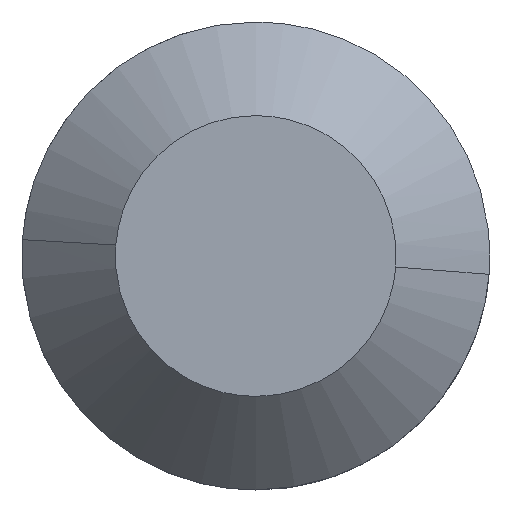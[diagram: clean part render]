
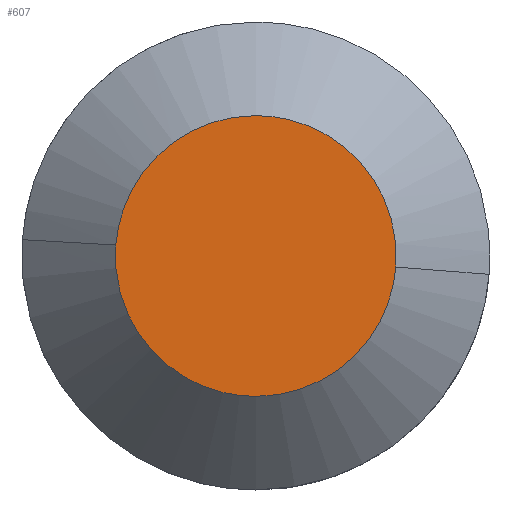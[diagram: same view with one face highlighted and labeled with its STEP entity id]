
A CAD part, front view. The second image highlights one B-rep face of the part: STEP entity #607.
In plain terms, the highlighted free-form (B-spline) face has degree [1, 1] with [2, 2] control points.
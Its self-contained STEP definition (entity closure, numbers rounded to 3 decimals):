
#458=CARTESIAN_POINT('',(2.991,0.,-0.235));
#459=VERTEX_POINT('',#458);
#465=CARTESIAN_POINT('',(0.0,0.,-3.0));
#466=VERTEX_POINT('',#465);
#467=CARTESIAN_POINT('',(0.0,0.,-3.0));
#468=CARTESIAN_POINT('',(2.773,0.,-3.0));
#469=CARTESIAN_POINT('',(2.991,0.,-0.235));
#477=(BOUNDED_CURVE()B_SPLINE_CURVE(2,(#467,#468,#469),.UNSPECIFIED.,.F.,.U.)B_SPLINE_CURVE_WITH_KNOTS((3,3),(0.0,0.236),.UNSPECIFIED.)CURVE()GEOMETRIC_REPRESENTATION_ITEM()RATIONAL_B_SPLINE_CURVE((1.0,0.723,0.97))REPRESENTATION_ITEM(''));
#478=EDGE_CURVE('',#466,#459,#477,.T.);
#480=CARTESIAN_POINT('',(-2.991,0.,0.235));
#481=VERTEX_POINT('',#480);
#482=CARTESIAN_POINT('',(-2.991,0.,0.235));
#483=CARTESIAN_POINT('',(-3.0,0.,0.118));
#484=CARTESIAN_POINT('',(-3.0,0.,0.));
#485=CARTESIAN_POINT('',(-3.0,0.,-3.0));
#486=CARTESIAN_POINT('',(0.0,0.,-3.0));
#494=(BOUNDED_CURVE()B_SPLINE_CURVE(2,(#482,#483,#484,#485,#486),.UNSPECIFIED.,.F.,.U.)B_SPLINE_CURVE_WITH_KNOTS((3,2,3),(0.736,0.75,1.0),.UNSPECIFIED.)CURVE()GEOMETRIC_REPRESENTATION_ITEM()RATIONAL_B_SPLINE_CURVE((0.97,0.984,1.0,0.707,1.0))REPRESENTATION_ITEM(''));
#495=EDGE_CURVE('',#481,#466,#494,.T.);
#532=CARTESIAN_POINT('',(0.0,0.,3.0));
#533=VERTEX_POINT('',#532);
#534=CARTESIAN_POINT('',(0.0,0.,3.0));
#535=CARTESIAN_POINT('',(-2.773,0.,3.));
#536=CARTESIAN_POINT('',(-2.991,0.,0.235));
#544=(BOUNDED_CURVE()B_SPLINE_CURVE(2,(#534,#535,#536),.UNSPECIFIED.,.F.,.U.)B_SPLINE_CURVE_WITH_KNOTS((3,3),(0.5,0.736),.UNSPECIFIED.)CURVE()GEOMETRIC_REPRESENTATION_ITEM()RATIONAL_B_SPLINE_CURVE((1.0,0.723,0.97))REPRESENTATION_ITEM(''));
#545=EDGE_CURVE('',#533,#481,#544,.T.);
#547=CARTESIAN_POINT('',(2.991,0.,-0.235));
#548=CARTESIAN_POINT('',(3.0,0.,-0.118));
#549=CARTESIAN_POINT('',(3.0,0.,0.));
#550=CARTESIAN_POINT('',(3.0,0.,3.));
#551=CARTESIAN_POINT('',(0.0,0.,3.0));
#559=(BOUNDED_CURVE()B_SPLINE_CURVE(2,(#547,#548,#549,#550,#551),.UNSPECIFIED.,.F.,.U.)B_SPLINE_CURVE_WITH_KNOTS((3,2,3),(0.236,0.25,0.5),.UNSPECIFIED.)CURVE()GEOMETRIC_REPRESENTATION_ITEM()RATIONAL_B_SPLINE_CURVE((0.97,0.984,1.0,0.707,1.0))REPRESENTATION_ITEM(''));
#560=EDGE_CURVE('',#459,#533,#559,.T.);
#596=CARTESIAN_POINT('',(-3.299,0.,3.3));
#597=CARTESIAN_POINT('',(-3.299,0.,-3.3));
#598=CARTESIAN_POINT('',(3.299,0.,3.3));
#599=CARTESIAN_POINT('',(3.299,0.,-3.3));
#600=B_SPLINE_SURFACE_WITH_KNOTS('',1,1,((#596,#598),(#597,#599)),.UNSPECIFIED.,.F.,.F.,.U.,(2,2),(2,2),(0.0,6.599),(0.0,6.598),.UNSPECIFIED.);
#601=ORIENTED_EDGE('',*,*,#478,.T.);
#602=ORIENTED_EDGE('',*,*,#560,.T.);
#603=ORIENTED_EDGE('',*,*,#545,.T.);
#604=ORIENTED_EDGE('',*,*,#495,.T.);
#605=EDGE_LOOP('',(#601,#602,#603,#604));
#606=FACE_OUTER_BOUND('',#605,.T.);
#607=ADVANCED_FACE('',(#606),#600,.T.);
